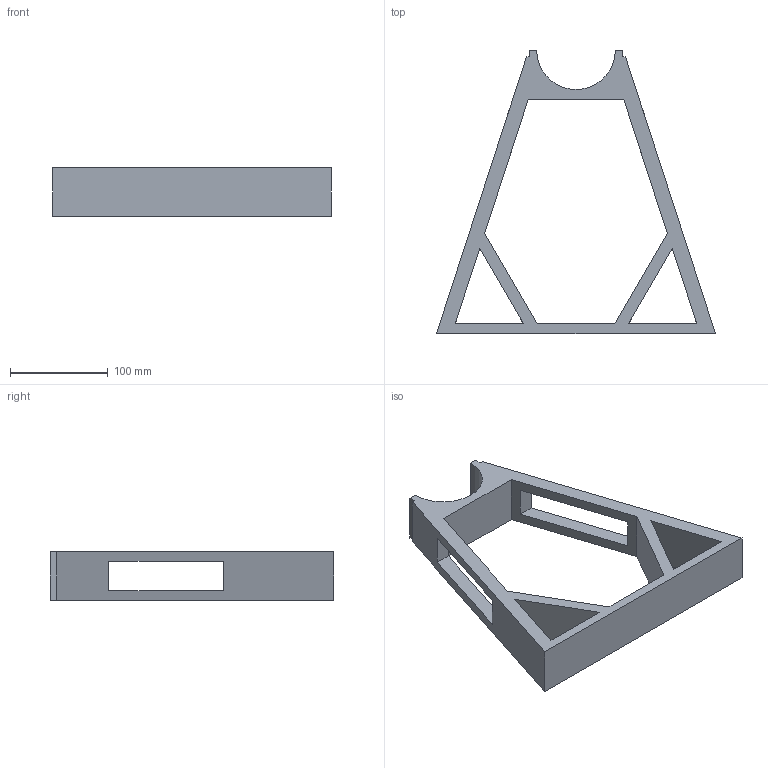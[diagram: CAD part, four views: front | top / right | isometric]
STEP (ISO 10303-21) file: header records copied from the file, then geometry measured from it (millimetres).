
FILE_DESCRIPTION (( 'STEP AP203' ), '1' );
FILE_NAME ('Support1_Default_sldprt.STEP', '2021-06-21T10:53:59', ( '' ), ( '' ), 'SwSTEP 2.0', 'SolidWorks 2018', '' );
FILE_SCHEMA (( 'CONFIG_CONTROL_DESIGN' ));
Length unit declared in the file: millimetre
Products named in the file (1): Support1_Default_sldprt
Bounding box: 285.25 x 290 x 50 mm (x, y, z)
Volume: 665168.4 mm3; surface area: 135733.9 mm2
Topology: 1 solids, 1 shells, 32 faces, 90 edges, 60 vertices
Faces by surface type: plane 31, cylinder 1
Entity records: 1113 total; most frequent: CARTESIAN_POINT 183, ORIENTED_EDGE 180, DIRECTION 158, EDGE_CURVE 90, LINE 88, VECTOR 88, VERTEX_POINT 60, EDGE_LOOP 42
